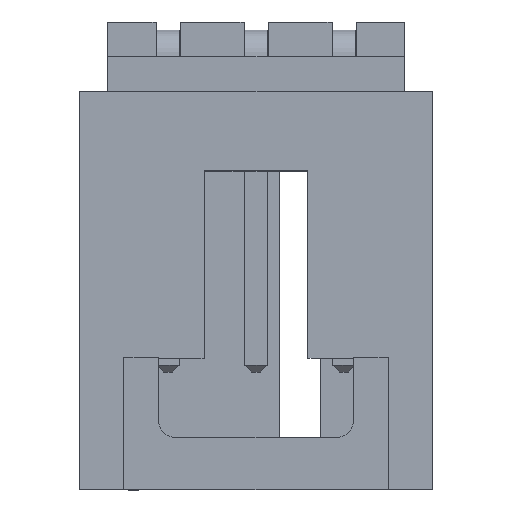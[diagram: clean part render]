
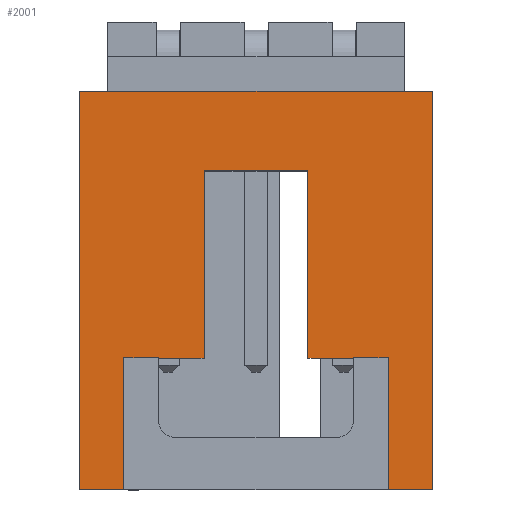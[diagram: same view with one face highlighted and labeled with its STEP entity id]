
A CAD part, top view. The second image highlights one B-rep face of the part: STEP entity #2001.
In plain terms, the highlighted planar face has unit normal (0, 0, 1).
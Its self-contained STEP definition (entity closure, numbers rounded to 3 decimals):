
#66 = ORIENTED_EDGE ( 'NONE', *, *, #830, .T. ) ;
#162 = VECTOR ( 'NONE', #2588, 1000. ) ;
#176 = VERTEX_POINT ( 'NONE', #3034 ) ;
#189 = VECTOR ( 'NONE', #4717, 1000. ) ;
#201 = VERTEX_POINT ( 'NONE', #388 ) ;
#216 = CARTESIAN_POINT ( 'NONE',  ( 2.815, -9.15, 5.3 ) ) ;
#218 = CARTESIAN_POINT ( 'NONE',  ( 5.085, -1.45, 5.3 ) ) ;
#248 = DIRECTION ( 'NONE',  ( -1., 0., 0. ) ) ;
#292 = CARTESIAN_POINT ( 'NONE',  ( 2.815, -9.15, 5.3 ) ) ;
#341 = VECTOR ( 'NONE', #248, 1000. ) ;
#388 = CARTESIAN_POINT ( 'NONE',  ( -5.085, -1.45, 5.3 ) ) ;
#423 = ORIENTED_EDGE ( 'NONE', *, *, #4016, .F. ) ;
#430 = VECTOR ( 'NONE', #990, 1000. ) ;
#497 = VERTEX_POINT ( 'NONE', #3327 ) ;
#505 = ORIENTED_EDGE ( 'NONE', *, *, #2233, .T. ) ;
#577 = CARTESIAN_POINT ( 'NONE',  ( -3.815, -9.15, 5.3 ) ) ;
#595 = EDGE_CURVE ( 'NONE', #497, #3255, #2051, .T. ) ;
#617 = ORIENTED_EDGE ( 'NONE', *, *, #595, .T. ) ;
#650 = DIRECTION ( 'NONE',  ( 0., -1., 0. ) ) ;
#710 = CARTESIAN_POINT ( 'NONE',  ( 1.5, -3.75, 5.3 ) ) ;
#726 = CARTESIAN_POINT ( 'NONE',  ( 1.5, 8.181, 5.3 ) ) ;
#759 = CARTESIAN_POINT ( 'NONE',  ( 3.815, -12.95, 5.3 ) ) ;
#784 = CARTESIAN_POINT ( 'NONE',  ( 3.815, -9.15, 5.3 ) ) ;
#830 = EDGE_CURVE ( 'NONE', #4740, #1549, #2114, .T. ) ;
#846 = DIRECTION ( 'NONE',  ( 1., 0., 0. ) ) ;
#856 = CARTESIAN_POINT ( 'NONE',  ( 3.815, -9.15, 5.3 ) ) ;
#872 = VERTEX_POINT ( 'NONE', #3102 ) ;
#990 = DIRECTION ( 'NONE',  ( 0., 1., 0. ) ) ;
#1004 = CARTESIAN_POINT ( 'NONE',  ( -5.085, -12.95, 5.3 ) ) ;
#1026 = CARTESIAN_POINT ( 'NONE',  ( 1.5, -3.75, 5.3 ) ) ;
#1039 = CARTESIAN_POINT ( 'NONE',  ( 3.815, -9.15, 5.3 ) ) ;
#1063 = LINE ( 'NONE', #2788, #5143 ) ;
#1191 = LINE ( 'NONE', #4163, #1495 ) ;
#1221 = DIRECTION ( 'NONE',  ( -1., 0., 0. ) ) ;
#1251 = DIRECTION ( 'NONE',  ( 1., 0., 0. ) ) ;
#1252 = EDGE_CURVE ( 'NONE', #176, #3353, #1191, .T. ) ;
#1379 = VECTOR ( 'NONE', #846, 1000. ) ;
#1451 = ORIENTED_EDGE ( 'NONE', *, *, #2684, .T. ) ;
#1495 = VECTOR ( 'NONE', #4196, 1000. ) ;
#1504 = DIRECTION ( 'NONE',  ( 1., 0., 0. ) ) ;
#1549 = VERTEX_POINT ( 'NONE', #5038 ) ;
#1553 = CARTESIAN_POINT ( 'NONE',  ( -2.815, -9.15, 5.3 ) ) ;
#1663 = CARTESIAN_POINT ( 'NONE',  ( 5.085, -12.95, 5.3 ) ) ;
#1689 = DIRECTION ( 'NONE',  ( -1., 0., 0. ) ) ;
#1805 = EDGE_CURVE ( 'NONE', #2331, #4662, #2406, .T. ) ;
#1856 = VERTEX_POINT ( 'NONE', #3796 ) ;
#1877 = CARTESIAN_POINT ( 'NONE',  ( -1.5, -9.15, 5.3 ) ) ;
#1985 = ORIENTED_EDGE ( 'NONE', *, *, #1252, .F. ) ;
#2001 = ADVANCED_FACE ( 'NONE', ( #4160 ), #4274, .F. ) ;
#2051 = LINE ( 'NONE', #218, #430 ) ;
#2052 = ORIENTED_EDGE ( 'NONE', *, *, #2861, .T. ) ;
#2114 = LINE ( 'NONE', #726, #2284 ) ;
#2229 = CARTESIAN_POINT ( 'NONE',  ( -3.815, -9.15, 5.3 ) ) ;
#2233 = EDGE_CURVE ( 'NONE', #3881, #497, #4118, .T. ) ;
#2284 = VECTOR ( 'NONE', #3474, 1000. ) ;
#2331 = VERTEX_POINT ( 'NONE', #292 ) ;
#2380 = CARTESIAN_POINT ( 'NONE',  ( 2.815, -9.15, 5.3 ) ) ;
#2391 = DIRECTION ( 'NONE',  ( 1., 0., 0. ) ) ;
#2402 = LINE ( 'NONE', #1553, #3829 ) ;
#2406 = LINE ( 'NONE', #856, #4031 ) ;
#2489 = VERTEX_POINT ( 'NONE', #577 ) ;
#2519 = LINE ( 'NONE', #216, #341 ) ;
#2588 = DIRECTION ( 'NONE',  ( 1., 0., 0. ) ) ;
#2684 = EDGE_CURVE ( 'NONE', #3460, #1856, #1063, .T. ) ;
#2688 = CARTESIAN_POINT ( 'NONE',  ( 0., 0., 5.3 ) ) ;
#2692 = LINE ( 'NONE', #4797, #3612 ) ;
#2729 = EDGE_CURVE ( 'NONE', #4662, #3881, #3028, .T. ) ;
#2788 = CARTESIAN_POINT ( 'NONE',  ( 5.085, -12.95, 5.3 ) ) ;
#2861 = EDGE_CURVE ( 'NONE', #201, #3460, #3563, .T. ) ;
#2940 = VECTOR ( 'NONE', #650, 1000. ) ;
#3007 = ORIENTED_EDGE ( 'NONE', *, *, #5068, .T. ) ;
#3028 = LINE ( 'NONE', #784, #189 ) ;
#3031 = DIRECTION ( 'NONE',  ( 0., 0., -1. ) ) ;
#3033 = VECTOR ( 'NONE', #4982, 1000. ) ;
#3034 = CARTESIAN_POINT ( 'NONE',  ( -1.5, -3.75, 5.3 ) ) ;
#3096 = DIRECTION ( 'NONE',  ( -1., 0., 0. ) ) ;
#3102 = CARTESIAN_POINT ( 'NONE',  ( -2.815, -9.15, 5.3 ) ) ;
#3105 = EDGE_CURVE ( 'NONE', #2489, #1856, #3848, .T. ) ;
#3142 = ORIENTED_EDGE ( 'NONE', *, *, #4564, .T. ) ;
#3255 = VERTEX_POINT ( 'NONE', #3304 ) ;
#3304 = CARTESIAN_POINT ( 'NONE',  ( 5.085, -1.45, 5.3 ) ) ;
#3327 = CARTESIAN_POINT ( 'NONE',  ( 5.085, -12.95, 5.3 ) ) ;
#3353 = VERTEX_POINT ( 'NONE', #1877 ) ;
#3448 = VECTOR ( 'NONE', #1221, 1000. ) ;
#3460 = VERTEX_POINT ( 'NONE', #3864 ) ;
#3474 = DIRECTION ( 'NONE',  ( 0., -1., 0. ) ) ;
#3563 = LINE ( 'NONE', #1004, #2940 ) ;
#3612 = VECTOR ( 'NONE', #1689, 1000. ) ;
#3657 = ORIENTED_EDGE ( 'NONE', *, *, #2729, .T. ) ;
#3664 = ORIENTED_EDGE ( 'NONE', *, *, #3974, .T. ) ;
#3697 = LINE ( 'NONE', #2380, #3448 ) ;
#3773 = EDGE_LOOP ( 'NONE', ( #3664, #4291, #1985, #3142, #66, #423, #4011, #3657, #505, #617, #3007, #2052, #1451, #4966 ) ) ;
#3796 = CARTESIAN_POINT ( 'NONE',  ( -3.815, -12.95, 5.3 ) ) ;
#3829 = VECTOR ( 'NONE', #1504, 1000. ) ;
#3848 = LINE ( 'NONE', #2229, #3033 ) ;
#3864 = CARTESIAN_POINT ( 'NONE',  ( -5.085, -12.95, 5.3 ) ) ;
#3881 = VERTEX_POINT ( 'NONE', #759 ) ;
#3974 = EDGE_CURVE ( 'NONE', #2489, #872, #2402, .T. ) ;
#4011 = ORIENTED_EDGE ( 'NONE', *, *, #1805, .T. ) ;
#4016 = EDGE_CURVE ( 'NONE', #2331, #1549, #3697, .T. ) ;
#4031 = VECTOR ( 'NONE', #1251, 1000. ) ;
#4118 = LINE ( 'NONE', #1663, #1379 ) ;
#4160 = FACE_OUTER_BOUND ( 'NONE', #3773, .T. ) ;
#4163 = CARTESIAN_POINT ( 'NONE',  ( -1.5, 8.181, 5.3 ) ) ;
#4196 = DIRECTION ( 'NONE',  ( 0., -1., 0. ) ) ;
#4201 = AXIS2_PLACEMENT_3D ( 'NONE', #2688, #3031, #3096 ) ;
#4274 = PLANE ( 'NONE',  #4201 ) ;
#4291 = ORIENTED_EDGE ( 'NONE', *, *, #4602, .F. ) ;
#4564 = EDGE_CURVE ( 'NONE', #176, #4740, #4932, .T. ) ;
#4602 = EDGE_CURVE ( 'NONE', #3353, #872, #2519, .T. ) ;
#4662 = VERTEX_POINT ( 'NONE', #1039 ) ;
#4717 = DIRECTION ( 'NONE',  ( 0., -1., 0. ) ) ;
#4740 = VERTEX_POINT ( 'NONE', #710 ) ;
#4797 = CARTESIAN_POINT ( 'NONE',  ( -5.085, -1.45, 5.3 ) ) ;
#4932 = LINE ( 'NONE', #1026, #162 ) ;
#4966 = ORIENTED_EDGE ( 'NONE', *, *, #3105, .F. ) ;
#4982 = DIRECTION ( 'NONE',  ( 0., -1., 0. ) ) ;
#5038 = CARTESIAN_POINT ( 'NONE',  ( 1.5, -9.15, 5.3 ) ) ;
#5068 = EDGE_CURVE ( 'NONE', #3255, #201, #2692, .T. ) ;
#5143 = VECTOR ( 'NONE', #2391, 1000. ) ;
